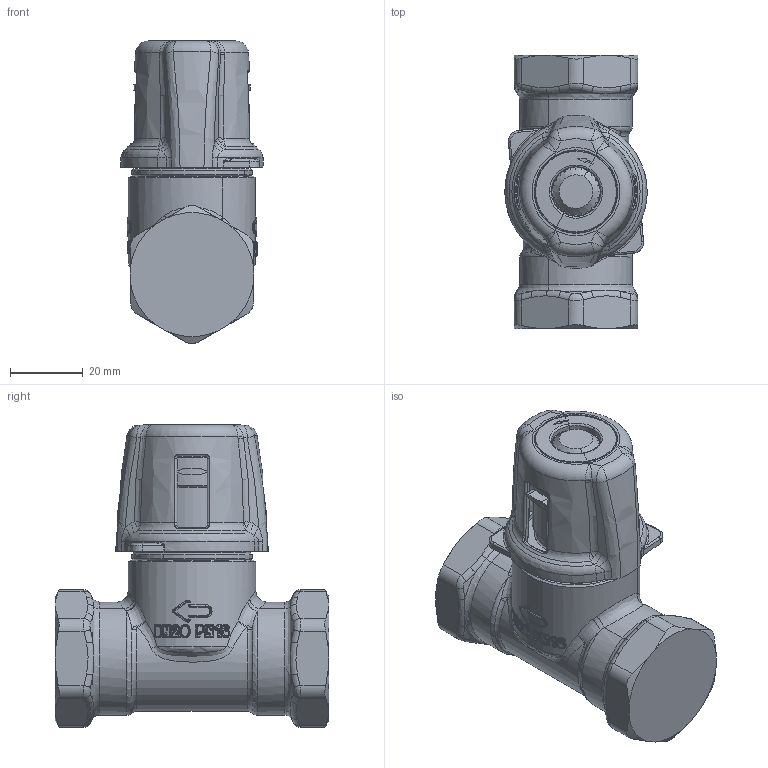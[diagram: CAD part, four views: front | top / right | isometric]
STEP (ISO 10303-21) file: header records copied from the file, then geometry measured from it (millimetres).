
FILE_DESCRIPTION(('CATIA V5 STEP Exchange'),'2;1');
FILE_NAME('STEP_142350_-_TST.stp','2017-11-15T15:34:05+00:00',('none'),('none'),'CATIA Version 5-6 Release 2016 SP4','CATIA V5 STEP AP203','none');
FILE_SCHEMA(('CONFIG_CONTROL_DESIGN'));
Length unit declared in the file: millimetre
Products named in the file (1): _1423500001_sw0001
Bounding box: 38.99 x 75 x 83.04 mm (x, y, z)
Surface area: 27139.8 mm2 (no closed solid volume)
Topology: 0 solids, 19 shells, 1498 faces, 3970 edges, 2334 vertices
Faces by surface type: bspline 791, plane 245, cylinder 229, torus 92, sphere 91, cone 50
Entity records: 72142 total; most frequent: CARTESIAN_POINT 46181, ORIENTED_EDGE 7021, EDGE_CURVE 3870, DIRECTION 2679, VERTEX_POINT 2334, B_SPLINE_CURVE_WITH_KNOTS 1566, ADVANCED_FACE 1498, EDGE_LOOP 1498
